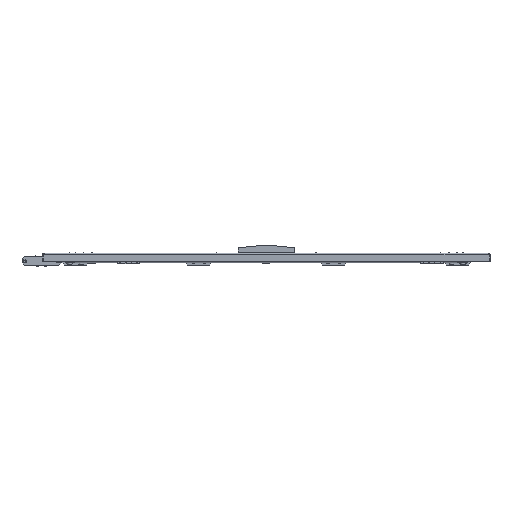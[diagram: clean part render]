
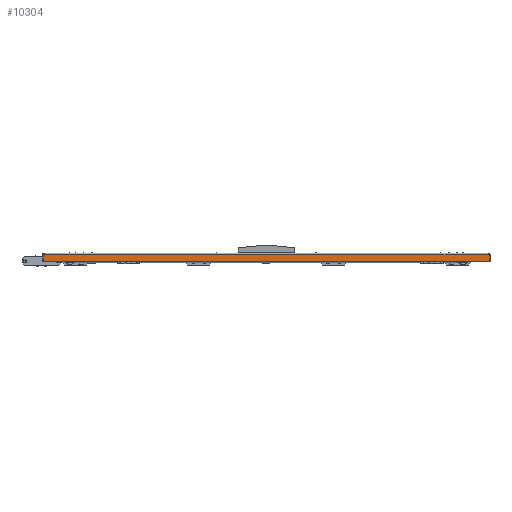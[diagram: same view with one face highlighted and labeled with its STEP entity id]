
A CAD part, left-side view. The second image highlights one B-rep face of the part: STEP entity #10304.
In plain terms, the highlighted planar face has unit normal (-1, 0, 0).
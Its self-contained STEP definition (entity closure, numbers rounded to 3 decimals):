
#1165 = LINE ( 'NONE', #10507, #4571 ) ;
#2000 = CARTESIAN_POINT ( 'NONE',  ( -197.5, -495.929, -16. ) ) ;
#2843 = CARTESIAN_POINT ( 'NONE',  ( -197.5, -495.929, -2. ) ) ;
#3253 = CARTESIAN_POINT ( 'NONE',  ( -197.5, 495.929, -2. ) ) ;
#4571 = VECTOR ( 'NONE', #23438, 1000. ) ;
#4699 = LINE ( 'NONE', #21683, #22904 ) ;
#8535 = EDGE_LOOP ( 'NONE', ( #9152, #14970, #8883, #12563 ) ) ;
#8883 = ORIENTED_EDGE ( 'NONE', *, *, #28854, .F. ) ;
#9098 = AXIS2_PLACEMENT_3D ( 'NONE', #37453, #21767, #28239 ) ;
#9152 = ORIENTED_EDGE ( 'NONE', *, *, #39043, .T. ) ;
#10304 = ADVANCED_FACE ( 'NONE', ( #16299 ), #31135, .F. ) ;
#10507 = CARTESIAN_POINT ( 'NONE',  ( -197.5, 498., -16. ) ) ;
#12563 = ORIENTED_EDGE ( 'NONE', *, *, #34136, .T. ) ;
#14970 = ORIENTED_EDGE ( 'NONE', *, *, #25406, .F. ) ;
#16299 = FACE_OUTER_BOUND ( 'NONE', #8535, .T. ) ;
#16944 = CARTESIAN_POINT ( 'NONE',  ( -197.5, 495.929, -2. ) ) ;
#20312 = VERTEX_POINT ( 'NONE', #3253 ) ;
#21683 = CARTESIAN_POINT ( 'NONE',  ( -197.5, -498., -2. ) ) ;
#21767 = DIRECTION ( 'NONE',  ( 1., 0., 0. ) ) ;
#22904 = VECTOR ( 'NONE', #28435, 1000. ) ;
#23438 = DIRECTION ( 'NONE',  ( 0., -1., 0. ) ) ;
#25406 = EDGE_CURVE ( 'NONE', #30917, #28691, #33996, .T. ) ;
#25539 = LINE ( 'NONE', #16944, #32962 ) ;
#28239 = DIRECTION ( 'NONE',  ( 0., 0., -1. ) ) ;
#28435 = DIRECTION ( 'NONE',  ( 0., -1., 0. ) ) ;
#28691 = VERTEX_POINT ( 'NONE', #2000 ) ;
#28854 = EDGE_CURVE ( 'NONE', #20312, #30917, #4699, .T. ) ;
#30917 = VERTEX_POINT ( 'NONE', #35771 ) ;
#31135 = PLANE ( 'NONE',  #9098 ) ;
#32962 = VECTOR ( 'NONE', #38720, 1000. ) ;
#33996 = LINE ( 'NONE', #2843, #34521 ) ;
#34136 = EDGE_CURVE ( 'NONE', #20312, #37108, #25539, .T. ) ;
#34333 = DIRECTION ( 'NONE',  ( 0., 0., -1. ) ) ;
#34521 = VECTOR ( 'NONE', #34333, 1000. ) ;
#35771 = CARTESIAN_POINT ( 'NONE',  ( -197.5, -495.929, -2. ) ) ;
#37108 = VERTEX_POINT ( 'NONE', #38372 ) ;
#37453 = CARTESIAN_POINT ( 'NONE',  ( -197.5, 498., 0. ) ) ;
#38372 = CARTESIAN_POINT ( 'NONE',  ( -197.5, 495.929, -16. ) ) ;
#38720 = DIRECTION ( 'NONE',  ( 0., 0., -1. ) ) ;
#39043 = EDGE_CURVE ( 'NONE', #37108, #28691, #1165, .T. ) ;
